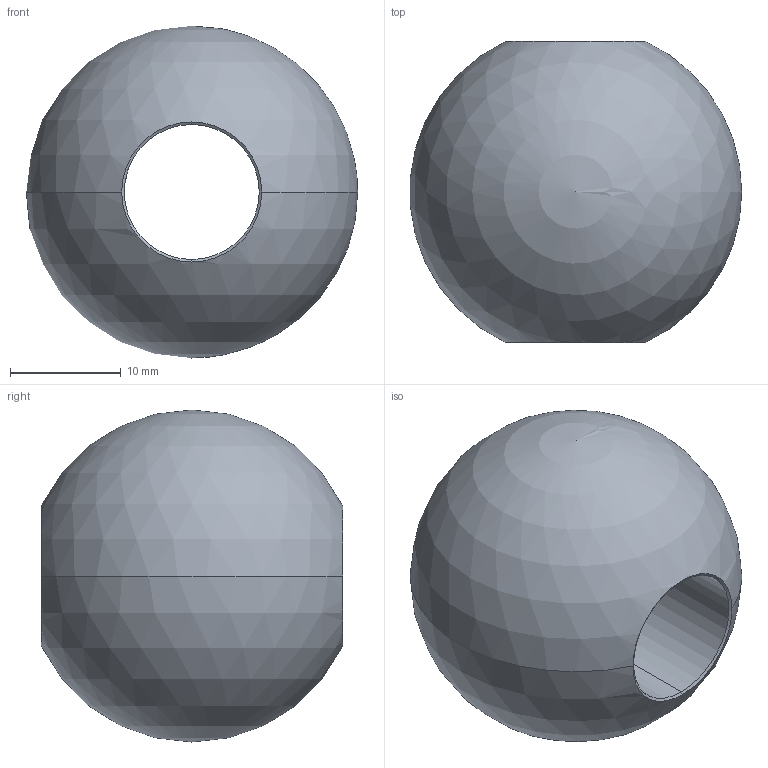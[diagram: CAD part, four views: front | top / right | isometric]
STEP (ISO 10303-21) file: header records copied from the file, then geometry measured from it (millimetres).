
FILE_DESCRIPTION (( 'STEP AP203' ), '1' );
FILE_NAME ('51030-240D.step', '2019-03-29T10:52:06', ( '' ), ( '' ), 'SwSTEP 2.0', 'SolidWorks 2015', '' );
FILE_SCHEMA (( 'CONFIG_CONTROL_DESIGN' ));
Length unit declared in the file: millimetre
Products named in the file (1): 51030-240D
Bounding box: 29.94 x 27.2 x 30 mm (x, y, z)
Volume: 10777.2 mm3; surface area: 3620.2 mm2
Topology: 1 solids, 1 shells, 242 faces, 649 edges, 431 vertices
Faces by surface type: bspline 110, plane 98, cylinder 28, cone 4, sphere 2
Entity records: 12164 total; most frequent: CARTESIAN_POINT 6758, ORIENTED_EDGE 1288, DIRECTION 776, EDGE_CURVE 644, VERTEX_POINT 428, VECTOR 306, LINE 306, EDGE_LOOP 268
